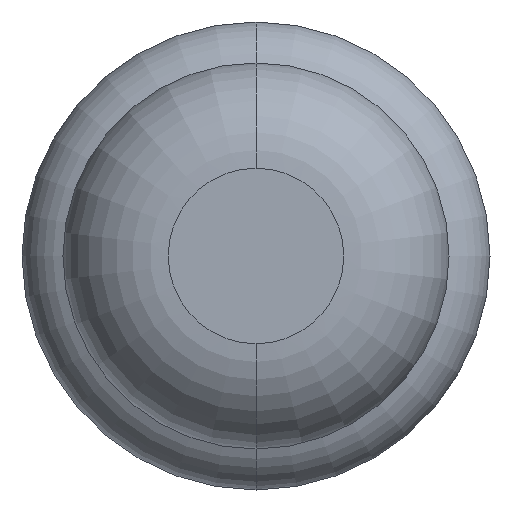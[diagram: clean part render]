
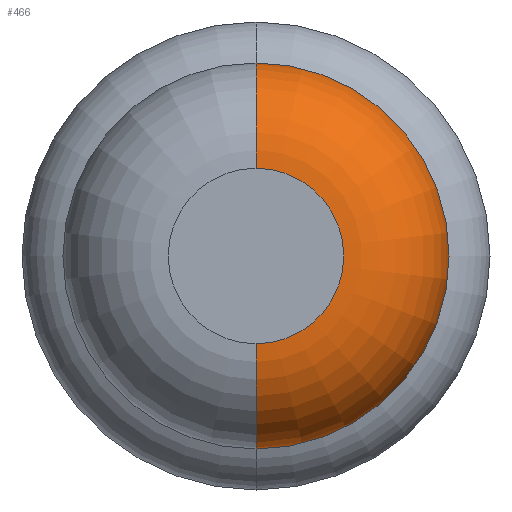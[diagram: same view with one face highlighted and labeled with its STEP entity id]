
A CAD part, front view. The second image highlights one B-rep face of the part: STEP entity #466.
In plain terms, the highlighted toroidal (fillet/blend) face has major radius 0.375 mm and minor radius 0.45 mm.
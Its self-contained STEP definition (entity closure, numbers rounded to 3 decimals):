
#50 = AXIS2_PLACEMENT_3D ( 'NONE', #2580, #164, #563 ) ;
#164 = DIRECTION ( 'NONE',  ( 0., 1., 0. ) ) ;
#400 = VERTEX_POINT ( 'NONE', #1840 ) ;
#466 = ADVANCED_FACE ( 'Defeature ausgef�hrt1_6', ( #1720 ), #2417, .T. ) ;
#499 = AXIS2_PLACEMENT_3D ( 'NONE', #1120, #3509, #4211 ) ;
#508 = DIRECTION ( 'NONE',  ( 0., 1., 0. ) ) ;
#526 = CARTESIAN_POINT ( 'NONE',  ( 0., -30.4, 0.375 ) ) ;
#542 = ORIENTED_EDGE ( 'NONE', *, *, #3972, .T. ) ;
#563 = DIRECTION ( 'NONE',  ( 0., 0., 1. ) ) ;
#650 = CIRCLE ( 'NONE', #2764, 0.45 ) ;
#761 = CIRCLE ( 'NONE', #499, 0.45 ) ;
#774 = ORIENTED_EDGE ( 'NONE', *, *, #2254, .F. ) ;
#969 = CIRCLE ( 'NONE', #1641, 0.825 ) ;
#983 = CARTESIAN_POINT ( 'NONE',  ( 0., -30.4, -0.375 ) ) ;
#1120 = CARTESIAN_POINT ( 'NONE',  ( 0., -29.95, 0.375 ) ) ;
#1155 = DIRECTION ( 'NONE',  ( 0., 0., 1. ) ) ;
#1273 = VERTEX_POINT ( 'NONE', #526 ) ;
#1335 = DIRECTION ( 'NONE',  ( 0., 0., 1. ) ) ;
#1340 = VERTEX_POINT ( 'NONE', #1969 ) ;
#1583 = DIRECTION ( 'NONE',  ( 0., 0., -1. ) ) ;
#1641 = AXIS2_PLACEMENT_3D ( 'NONE', #2150, #508, #1155 ) ;
#1720 = FACE_OUTER_BOUND ( 'NONE', #3473, .T. ) ;
#1743 = AXIS2_PLACEMENT_3D ( 'NONE', #2333, #3694, #1335 ) ;
#1840 = CARTESIAN_POINT ( 'NONE',  ( 0., -29.95, 0.825 ) ) ;
#1969 = CARTESIAN_POINT ( 'NONE',  ( 0., -29.95, -0.825 ) ) ;
#1981 = ORIENTED_EDGE ( 'NONE', *, *, #2249, .F. ) ;
#2150 = CARTESIAN_POINT ( 'NONE',  ( 0., -29.95, 0. ) ) ;
#2249 = EDGE_CURVE ( 'Defeature ausgef�hrt1_7+Defeature ausgef�hrt1_6+Defeature ausgef�hrt1_6+Defeature ausgef�hrt1_6', #400, #1340, #969, .T. ) ;
#2254 = EDGE_CURVE ( 'NONE', #1273, #400, #761, .T. ) ;
#2333 = CARTESIAN_POINT ( 'NONE',  ( 0., -30.4, 0. ) ) ;
#2417 = TOROIDAL_SURFACE ( 'NONE', #50, 0.375, 0.45 ) ;
#2580 = CARTESIAN_POINT ( 'NONE',  ( 0., -29.95, 0. ) ) ;
#2632 = CARTESIAN_POINT ( 'NONE',  ( 0., -29.95, -0.375 ) ) ;
#2764 = AXIS2_PLACEMENT_3D ( 'NONE', #2632, #4340, #1583 ) ;
#2787 = EDGE_CURVE ( 'NONE', #2881, #1340, #650, .T. ) ;
#2881 = VERTEX_POINT ( 'NONE', #983 ) ;
#3062 = CIRCLE ( 'NONE', #1743, 0.375 ) ;
#3473 = EDGE_LOOP ( 'NONE', ( #542, #4391, #1981, #774 ) ) ;
#3509 = DIRECTION ( 'NONE',  ( -1., 0., 0. ) ) ;
#3694 = DIRECTION ( 'NONE',  ( 0., 1., 0. ) ) ;
#3972 = EDGE_CURVE ( 'Defeature ausgef�hrt1_6+Defeature ausgef�hrt1_5+Defeature ausgef�hrt1_5+Defeature ausgef�hrt1_5', #1273, #2881, #3062, .T. ) ;
#4211 = DIRECTION ( 'NONE',  ( 0., 0., 1. ) ) ;
#4340 = DIRECTION ( 'NONE',  ( 1., 0., 0. ) ) ;
#4391 = ORIENTED_EDGE ( 'NONE', *, *, #2787, .T. ) ;
